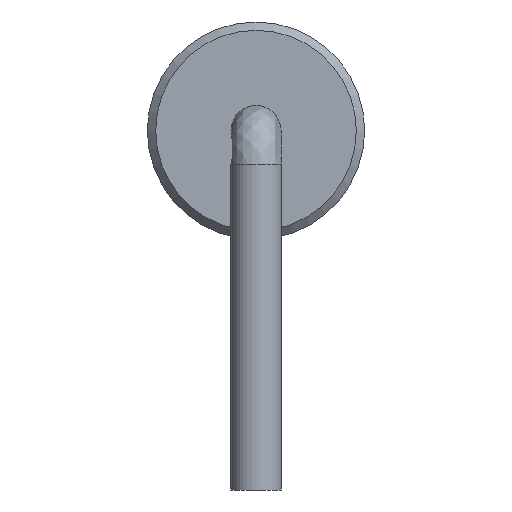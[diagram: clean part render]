
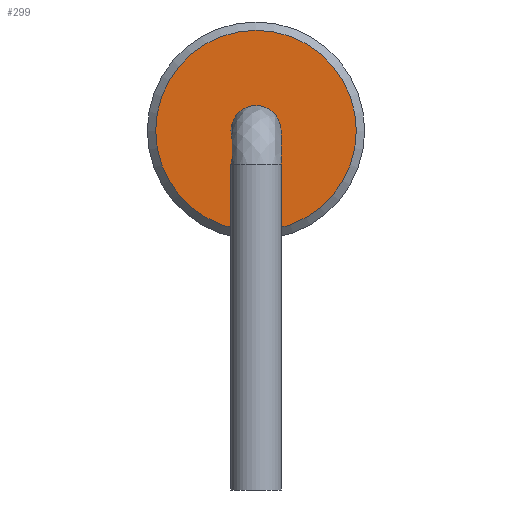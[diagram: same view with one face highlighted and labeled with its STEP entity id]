
A CAD part, left-side view. The second image highlights one B-rep face of the part: STEP entity #299.
In plain terms, the highlighted planar face has unit normal (-1, 0, 0).
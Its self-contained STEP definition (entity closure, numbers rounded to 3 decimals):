
#270 = VERTEX_POINT('',#271);
#271 = CARTESIAN_POINT('',(-2.4,1.2,4.3));
#279 = EDGE_CURVE('',#270,#270,#280,.T.);
#280 = CIRCLE('',#281,1.2);
#281 = AXIS2_PLACEMENT_3D('',#282,#283,#284);
#282 = CARTESIAN_POINT('',(-2.4,0.,4.3));
#283 = DIRECTION('',(-1.,0.,0.));
#284 = DIRECTION('',(0.,1.,0.));
#299 = ADVANCED_FACE('',(#300,#303),#314,.F.);
#300 = FACE_BOUND('',#301,.F.);
#301 = EDGE_LOOP('',(#302));
#302 = ORIENTED_EDGE('',*,*,#279,.F.);
#303 = FACE_BOUND('',#304,.F.);
#304 = EDGE_LOOP('',(#305));
#305 = ORIENTED_EDGE('',*,*,#306,.T.);
#306 = EDGE_CURVE('',#307,#307,#309,.T.);
#307 = VERTEX_POINT('',#308);
#308 = CARTESIAN_POINT('',(-2.4,-0.3,4.3));
#309 = CIRCLE('',#310,0.3);
#310 = AXIS2_PLACEMENT_3D('',#311,#312,#313);
#311 = CARTESIAN_POINT('',(-2.4,0.,4.3));
#312 = DIRECTION('',(-1.,0.,0.));
#313 = DIRECTION('',(0.,-1.,0.));
#314 = PLANE('',#315);
#315 = AXIS2_PLACEMENT_3D('',#316,#317,#318);
#316 = CARTESIAN_POINT('',(-2.4,1.3,4.3));
#317 = DIRECTION('',(1.,0.,0.));
#318 = DIRECTION('',(0.,1.,0.));
